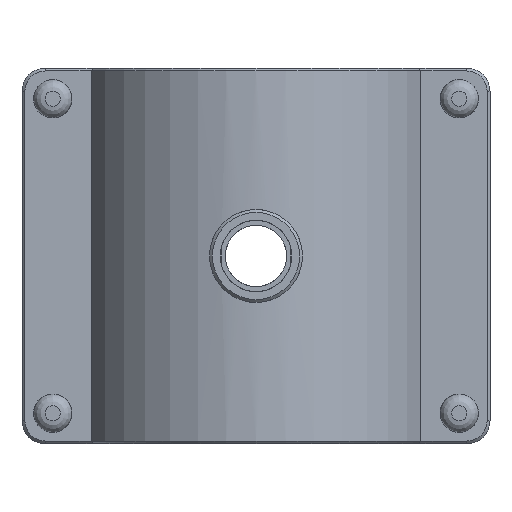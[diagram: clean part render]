
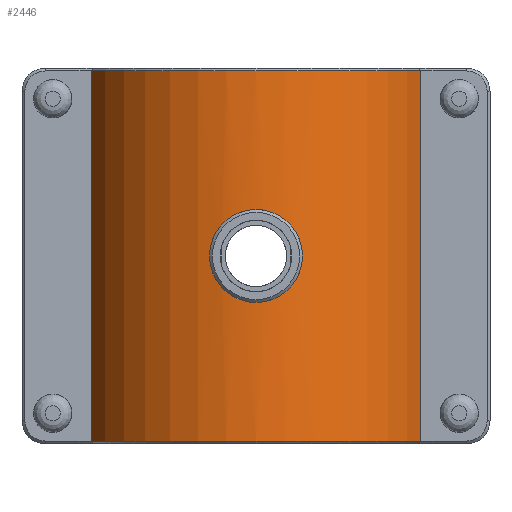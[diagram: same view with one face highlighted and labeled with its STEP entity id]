
A CAD part, front view. The second image highlights one B-rep face of the part: STEP entity #2446.
In plain terms, the highlighted cylindrical face has radius 46.875 mm (diameter 93.75 mm), a partial arc.
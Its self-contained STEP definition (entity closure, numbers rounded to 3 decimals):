
#70=LINE('',#3559,#262);
#71=LINE('',#3560,#263);
#202=LINE('',#4230,#394);
#203=LINE('',#4232,#395);
#262=VECTOR('',#2781,4.696);
#263=VECTOR('',#2782,4.696);
#394=VECTOR('',#3231,96.5);
#395=VECTOR('',#3234,96.5);
#567=FACE_BOUND('',#986,.T.);
#662=CIRCLE('',#2655,46.875);
#663=CIRCLE('',#2658,46.875);
#801=FACE_OUTER_BOUND('',#985,.T.);
#985=EDGE_LOOP('',(#2033,#2034,#2035,#2036));
#986=EDGE_LOOP('',(#2037,#2038,#2039,#2040));
#1074=B_SPLINE_CURVE_WITH_KNOTS('',3,(#3517,#3518,#3519,#3520,#3521,#3522,
#3523,#3524,#3525,#3526,#3527,#3528,#3529,#3530,#3531,#3532,#3533,#3534),
 .UNSPECIFIED.,.F.,.F.,(4,2,2,2,2,2,2,2,4),(3.045,3.167,
3.519,3.871,4.223,4.575,4.927,
5.279,5.401),.UNSPECIFIED.);
#1075=B_SPLINE_CURVE_WITH_KNOTS('',3,(#3539,#3540,#3541,#3542,#3543,#3544,
#3545,#3546,#3547,#3548,#3549,#3550,#3551,#3552,#3553,#3554,#3555,#3556),
 .UNSPECIFIED.,.F.,.F.,(4,2,2,2,2,2,2,2,4),(0.23,0.352,
0.704,1.056,1.408,1.76,2.111,
2.463,2.585),.UNSPECIFIED.);
#1093=VERTEX_POINT('',#3515);
#1094=VERTEX_POINT('',#3516);
#1095=VERTEX_POINT('',#3537);
#1096=VERTEX_POINT('',#3538);
#1235=VERTEX_POINT('',#4170);
#1236=VERTEX_POINT('',#4175);
#1237=VERTEX_POINT('',#4182);
#1239=VERTEX_POINT('',#4191);
#1317=EDGE_CURVE('',#1093,#1094,#1074,.T.);
#1319=EDGE_CURVE('',#1095,#1096,#1075,.T.);
#1321=EDGE_CURVE('',#1094,#1095,#70,.T.);
#1322=EDGE_CURVE('',#1096,#1093,#71,.T.);
#1516=EDGE_CURVE('',#1235,#1236,#662,.T.);
#1522=EDGE_CURVE('',#1239,#1237,#663,.T.);
#1539=EDGE_CURVE('',#1235,#1237,#202,.T.);
#1540=EDGE_CURVE('',#1236,#1239,#203,.T.);
#2033=ORIENTED_EDGE('',*,*,#1516,.F.);
#2034=ORIENTED_EDGE('',*,*,#1539,.T.);
#2035=ORIENTED_EDGE('',*,*,#1522,.F.);
#2036=ORIENTED_EDGE('',*,*,#1540,.F.);
#2037=ORIENTED_EDGE('',*,*,#1317,.T.);
#2038=ORIENTED_EDGE('',*,*,#1321,.T.);
#2039=ORIENTED_EDGE('',*,*,#1319,.T.);
#2040=ORIENTED_EDGE('',*,*,#1322,.T.);
#2331=CYLINDRICAL_SURFACE('',#2673,46.875);
#2446=ADVANCED_FACE('',(#801,#567),#2331,.T.);
#2655=AXIS2_PLACEMENT_3D('',#4176,#3181,#3182);
#2658=AXIS2_PLACEMENT_3D('',#4196,#3189,#3190);
#2673=AXIS2_PLACEMENT_3D('',#4231,#3232,#3233);
#2781=DIRECTION('',(0.,0.,1.));
#2782=DIRECTION('',(0.,0.,-1.));
#3181=DIRECTION('center_axis',(0.,0.,-1.));
#3182=DIRECTION('ref_axis',(1.,0.,0.));
#3189=DIRECTION('center_axis',(0.,0.,1.));
#3190=DIRECTION('ref_axis',(1.,0.,0.));
#3231=DIRECTION('',(0.,0.,1.));
#3232=DIRECTION('center_axis',(0.,0.,1.));
#3233=DIRECTION('ref_axis',(1.,0.,0.));
#3234=DIRECTION('',(0.,0.,1.));
#3515=CARTESIAN_POINT('',(9.015,-46.,-2.348));
#3516=CARTESIAN_POINT('',(-9.015,-46.,-2.348));
#3517=CARTESIAN_POINT('Ctrl Pts',(9.015,-46.,-2.348));
#3518=CARTESIAN_POINT('Ctrl Pts',(8.907,-46.021,-2.762));
#3519=CARTESIAN_POINT('Ctrl Pts',(8.769,-46.048,-3.172));
#3520=CARTESIAN_POINT('Ctrl Pts',(8.129,-46.167,-4.716));
#3521=CARTESIAN_POINT('Ctrl Pts',(7.412,-46.293,-5.762));
#3522=CARTESIAN_POINT('Ctrl Pts',(5.762,-46.527,-7.412));
#3523=CARTESIAN_POINT('Ctrl Pts',(4.716,-46.651,-8.129));
#3524=CARTESIAN_POINT('Ctrl Pts',(2.422,-46.827,-9.08));
#3525=CARTESIAN_POINT('Ctrl Pts',(1.173,-46.875,-9.316));
#3526=CARTESIAN_POINT('Ctrl Pts',(-1.173,-46.875,-9.316));
#3527=CARTESIAN_POINT('Ctrl Pts',(-2.422,-46.827,-9.08));
#3528=CARTESIAN_POINT('Ctrl Pts',(-4.716,-46.651,-8.129));
#3529=CARTESIAN_POINT('Ctrl Pts',(-5.762,-46.527,-7.412));
#3530=CARTESIAN_POINT('Ctrl Pts',(-7.412,-46.293,-5.762));
#3531=CARTESIAN_POINT('Ctrl Pts',(-8.129,-46.167,-4.716));
#3532=CARTESIAN_POINT('Ctrl Pts',(-8.769,-46.048,-3.172));
#3533=CARTESIAN_POINT('Ctrl Pts',(-8.907,-46.021,-2.762));
#3534=CARTESIAN_POINT('Ctrl Pts',(-9.015,-46.,-2.348));
#3537=CARTESIAN_POINT('',(-9.015,-46.,2.348));
#3538=CARTESIAN_POINT('',(9.015,-46.,2.348));
#3539=CARTESIAN_POINT('Ctrl Pts',(-9.015,-46.,2.348));
#3540=CARTESIAN_POINT('Ctrl Pts',(-8.907,-46.021,2.762));
#3541=CARTESIAN_POINT('Ctrl Pts',(-8.769,-46.048,3.172));
#3542=CARTESIAN_POINT('Ctrl Pts',(-8.129,-46.167,4.716));
#3543=CARTESIAN_POINT('Ctrl Pts',(-7.412,-46.293,5.762));
#3544=CARTESIAN_POINT('Ctrl Pts',(-5.762,-46.527,7.412));
#3545=CARTESIAN_POINT('Ctrl Pts',(-4.716,-46.651,8.129));
#3546=CARTESIAN_POINT('Ctrl Pts',(-2.422,-46.827,9.08));
#3547=CARTESIAN_POINT('Ctrl Pts',(-1.173,-46.875,9.316));
#3548=CARTESIAN_POINT('Ctrl Pts',(1.173,-46.875,9.316));
#3549=CARTESIAN_POINT('Ctrl Pts',(2.422,-46.827,9.08));
#3550=CARTESIAN_POINT('Ctrl Pts',(4.716,-46.651,8.129));
#3551=CARTESIAN_POINT('Ctrl Pts',(5.762,-46.527,7.412));
#3552=CARTESIAN_POINT('Ctrl Pts',(7.412,-46.293,5.762));
#3553=CARTESIAN_POINT('Ctrl Pts',(8.129,-46.167,4.716));
#3554=CARTESIAN_POINT('Ctrl Pts',(8.769,-46.048,3.172));
#3555=CARTESIAN_POINT('Ctrl Pts',(8.907,-46.021,2.762));
#3556=CARTESIAN_POINT('Ctrl Pts',(9.015,-46.,2.348));
#3559=CARTESIAN_POINT('',(-9.015,-46.,0.));
#3560=CARTESIAN_POINT('',(9.015,-46.,0.));
#4170=CARTESIAN_POINT('',(42.962,-18.75,-48.25));
#4175=CARTESIAN_POINT('',(-42.962,-18.75,-48.25));
#4176=CARTESIAN_POINT('Origin',(0.,0.,-48.25));
#4182=CARTESIAN_POINT('',(42.962,-18.75,48.25));
#4191=CARTESIAN_POINT('',(-42.962,-18.75,48.25));
#4196=CARTESIAN_POINT('Origin',(0.,0.,48.25));
#4230=CARTESIAN_POINT('',(42.962,-18.75,0.));
#4231=CARTESIAN_POINT('Origin',(0.,0.,0.));
#4232=CARTESIAN_POINT('',(-42.962,-18.75,0.));
